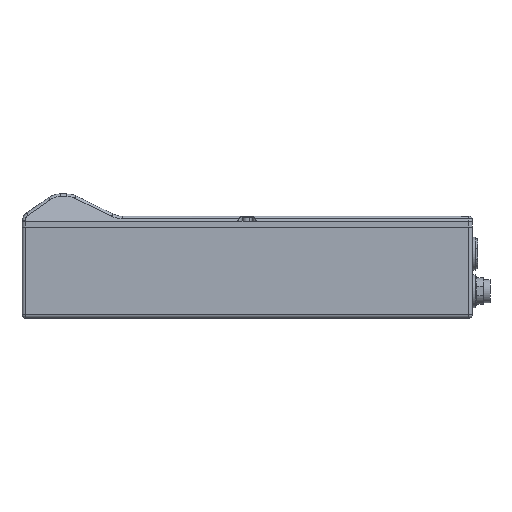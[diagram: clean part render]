
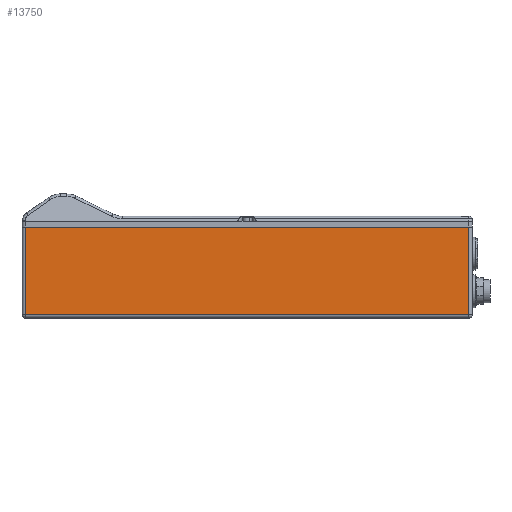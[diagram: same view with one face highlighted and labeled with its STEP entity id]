
A CAD part, left-side view. The second image highlights one B-rep face of the part: STEP entity #13750.
In plain terms, the highlighted planar face has unit normal (-1, 0, 0).
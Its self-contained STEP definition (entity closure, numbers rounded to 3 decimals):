
#1775=DIRECTION('',(0.,-1.,0.));
#1776=VECTOR('',#1775,268.);
#1777=CARTESIAN_POINT('',(-24.5,231.,-6.7));
#1778=LINE('',#1777,#1776);
#1850=DIRECTION('',(0.,0.,-1.));
#1851=VECTOR('',#1850,52.8);
#1852=CARTESIAN_POINT('',(-24.5,-37.,-6.7));
#1853=LINE('',#1852,#1851);
#2311=DIRECTION('',(0.,1.,0.));
#2312=VECTOR('',#2311,268.);
#2313=CARTESIAN_POINT('',(-24.5,-37.,-59.5));
#2314=LINE('',#2313,#2312);
#2490=DIRECTION('',(0.,0.,1.));
#2491=VECTOR('',#2490,52.8);
#2492=CARTESIAN_POINT('',(-24.5,231.,-59.5));
#2493=LINE('',#2492,#2491);
#8262=CARTESIAN_POINT('',(-24.5,231.,-59.5));
#8264=VERTEX_POINT('',#8262);
#8332=CARTESIAN_POINT('',(-24.5,-37.,-59.5));
#8333=VERTEX_POINT('',#8332);
#8733=CARTESIAN_POINT('',(-24.5,231.,-6.7));
#8734=VERTEX_POINT('',#8733);
#9500=CARTESIAN_POINT('',(-24.5,-37.,-6.7));
#9501=VERTEX_POINT('',#9500);
#13739=CARTESIAN_POINT('',(-24.5,-39.,-6.7));
#13740=DIRECTION('',(-1.,0.,0.));
#13741=DIRECTION('',(0.,0.,1.));
#13742=AXIS2_PLACEMENT_3D('',#13739,#13740,#13741);
#13743=PLANE('',#13742);
#13744=ORIENTED_EDGE('',*,*,#12850,.T.);
#13745=ORIENTED_EDGE('',*,*,#12887,.T.);
#13746=ORIENTED_EDGE('',*,*,#13468,.T.);
#13747=ORIENTED_EDGE('',*,*,#13731,.T.);
#13748=EDGE_LOOP('',(#13744,#13745,#13746,#13747));
#13749=FACE_OUTER_BOUND('',#13748,.F.);
#13750=ADVANCED_FACE('',(#13749),#13743,.T.);
#12850=EDGE_CURVE('',#8734,#9501,#1778,.T.);
#12887=EDGE_CURVE('',#9501,#8333,#1853,.T.);
#13468=EDGE_CURVE('',#8333,#8264,#2314,.T.);
#13731=EDGE_CURVE('',#8264,#8734,#2493,.T.);
